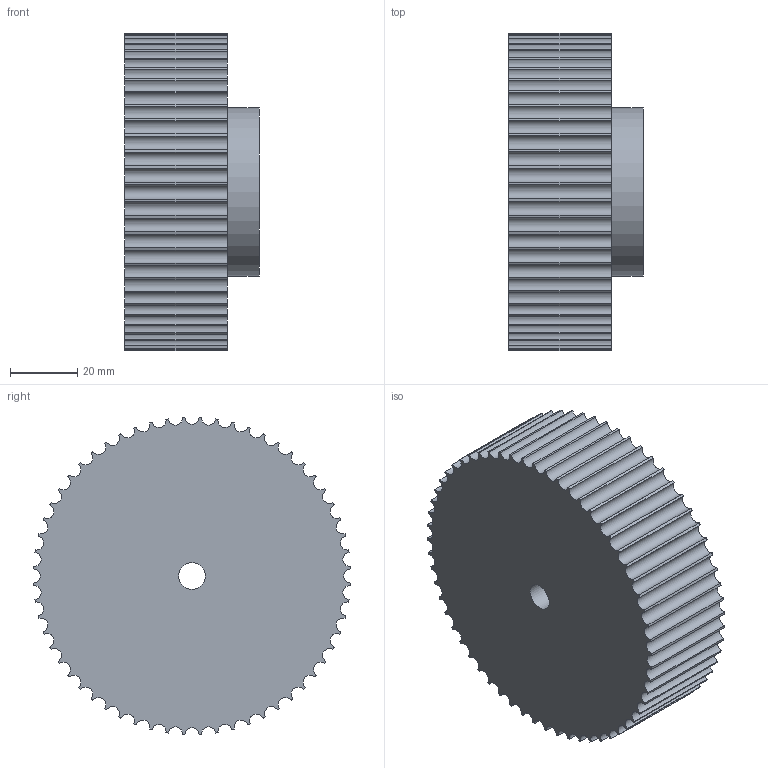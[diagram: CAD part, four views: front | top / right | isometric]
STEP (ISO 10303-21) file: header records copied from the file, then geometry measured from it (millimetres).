
FILE_DESCRIPTION( ( 'STEP AP214' ), '1' );
FILE_NAME( 'HTD-Zrr_8_17246000_2_14.stp', ' ', ( ' ' ), ( ' ' ), 'PSStep 15.0.47', 'PARTsolutions', ' ' );
FILE_SCHEMA( ( 'AUTOMOTIVE_DESIGN { 1 0 10303 214 1 1 1 1 }' ) );
Length unit declared in the file: millimetre
Products named in the file (1): _HTD-Zrr 8 17246000
Bounding box: 40 x 94.26 x 94.26 mm (x, y, z)
Volume: 217327.9 mm3; surface area: 28812.6 mm2
Topology: 1 solids, 1 shells, 125 faces, 366 edges, 244 vertices
Faces by surface type: cylinder 122, plane 3
Full cylindrical faces by diameter (mm): 8 x1, 50 x1
Entity records: 5314 total; most frequent: DIRECTION 860, CARTESIAN_POINT 734, ORIENTED_EDGE 728, AXIS2_PLACEMENT_3D 370, EDGE_CURVE 364, VERTEX_POINT 244, CIRCLE 244, EDGE_LOOP 130
